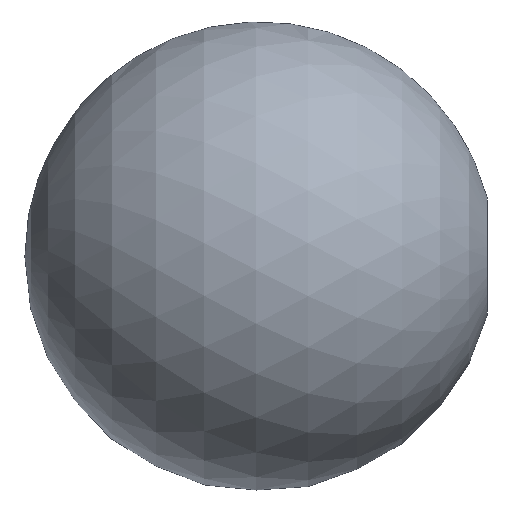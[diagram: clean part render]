
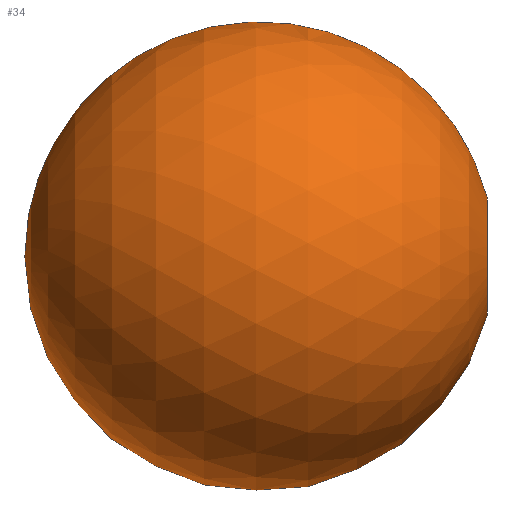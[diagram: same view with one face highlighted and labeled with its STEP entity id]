
A CAD part, top view. The second image highlights one B-rep face of the part: STEP entity #34.
In plain terms, the highlighted spherical face has radius 100 mm.
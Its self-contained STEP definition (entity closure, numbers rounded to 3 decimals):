
#21 = EDGE_CURVE('',#22,#22,#24,.T.);
#22 = VERTEX_POINT('',#23);
#23 = CARTESIAN_POINT('',(100.,25.,100.));
#24 = CIRCLE('',#25,25.);
#25 = AXIS2_PLACEMENT_3D('',#26,#27,#28);
#26 = CARTESIAN_POINT('',(100.,0.,100.));
#27 = DIRECTION('',(-1.,0.,0.));
#28 = DIRECTION('',(0.,1.,0.));
#34 = ADVANCED_FACE('',(#35),#48,.T.);
#35 = FACE_BOUND('',#36,.T.);
#36 = EDGE_LOOP('',(#37,#38,#47));
#37 = ORIENTED_EDGE('',*,*,#21,.T.);
#38 = ORIENTED_EDGE('',*,*,#39,.T.);
#39 = EDGE_CURVE('',#22,#40,#42,.T.);
#40 = VERTEX_POINT('',#41);
#41 = CARTESIAN_POINT('',(-96.825,0.,100.));
#42 = CIRCLE('',#43,100.);
#43 = AXIS2_PLACEMENT_3D('',#44,#45,#46);
#44 = CARTESIAN_POINT('',(3.175,0.,100.));
#45 = DIRECTION('',(0.,0.,1.));
#46 = DIRECTION('',(1.,0.,0.));
#47 = ORIENTED_EDGE('',*,*,#39,.F.);
#48 = SPHERICAL_SURFACE('',#49,100.);
#49 = AXIS2_PLACEMENT_3D('',#50,#51,#52);
#50 = CARTESIAN_POINT('',(3.175,0.,100.));
#51 = DIRECTION('',(-1.,0.,0.));
#52 = DIRECTION('',(0.,1.,0.));
